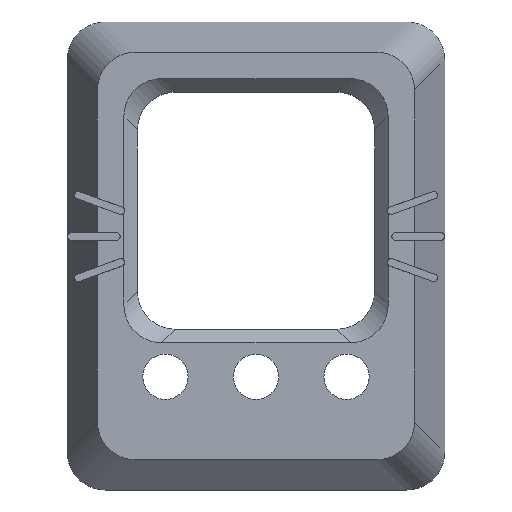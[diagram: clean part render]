
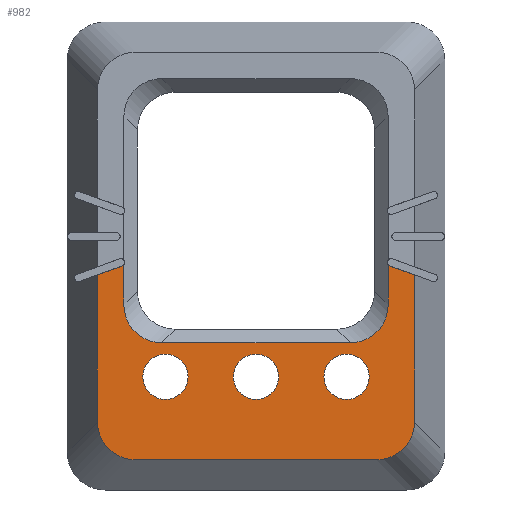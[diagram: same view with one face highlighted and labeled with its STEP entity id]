
A CAD part, front view. The second image highlights one B-rep face of the part: STEP entity #982.
In plain terms, the highlighted planar face has unit normal (0, -1, 0).
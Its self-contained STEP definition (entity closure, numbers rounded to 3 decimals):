
#982 = ADVANCED_FACE('',(#983,#1103,#1114,#1125),#1136,.F.);
#983 = FACE_BOUND('',#984,.F.);
#984 = EDGE_LOOP('',(#985,#996,#1004,#1012,#1021,#1029,#1038,#1046,#1055
    ,#1063,#1072,#1080,#1088,#1097));
#985 = ORIENTED_EDGE('',*,*,#986,.F.);
#986 = EDGE_CURVE('',#987,#989,#991,.T.);
#987 = VERTEX_POINT('',#988);
#988 = CARTESIAN_POINT('',(-21.,-10.,-28.));
#989 = VERTEX_POINT('',#990);
#990 = CARTESIAN_POINT('',(-16.,-10.,-33.));
#991 = CIRCLE('',#992,5.);
#992 = AXIS2_PLACEMENT_3D('',#993,#994,#995);
#993 = CARTESIAN_POINT('',(-16.,-10.,-28.));
#994 = DIRECTION('',(0.,-1.,0.));
#995 = DIRECTION('',(1.,0.,0.));
#996 = ORIENTED_EDGE('',*,*,#997,.T.);
#997 = EDGE_CURVE('',#987,#998,#1000,.T.);
#998 = VERTEX_POINT('',#999);
#999 = CARTESIAN_POINT('',(-21.,-10.,-8.502));
#1000 = LINE('',#1001,#1002);
#1001 = CARTESIAN_POINT('',(-21.,-10.,-28.));
#1002 = VECTOR('',#1003,1.);
#1003 = DIRECTION('',(0.,0.,1.));
#1004 = ORIENTED_EDGE('',*,*,#1005,.F.);
#1005 = EDGE_CURVE('',#1006,#998,#1008,.T.);
#1006 = VERTEX_POINT('',#1007);
#1007 = CARTESIAN_POINT('',(-17.726,-10.,-7.31));
#1008 = LINE('',#1009,#1010);
#1009 = CARTESIAN_POINT('',(-17.726,-10.,-7.31));
#1010 = VECTOR('',#1011,1.);
#1011 = DIRECTION('',(-0.94,0.,-0.342
    ));
#1012 = ORIENTED_EDGE('',*,*,#1013,.T.);
#1013 = EDGE_CURVE('',#1006,#1014,#1016,.T.);
#1014 = VERTEX_POINT('',#1015);
#1015 = CARTESIAN_POINT('',(-17.5,-10.,-7.144));
#1016 = CIRCLE('',#1017,0.5);
#1017 = AXIS2_PLACEMENT_3D('',#1018,#1019,#1020);
#1018 = CARTESIAN_POINT('',(-17.897,-10.,-6.84));
#1019 = DIRECTION('',(0.,-1.,0.));
#1020 = DIRECTION('',(1.,0.,0.));
#1021 = ORIENTED_EDGE('',*,*,#1022,.F.);
#1022 = EDGE_CURVE('',#1023,#1014,#1025,.T.);
#1023 = VERTEX_POINT('',#1024);
#1024 = CARTESIAN_POINT('',(-17.5,-10.,-12.5));
#1025 = LINE('',#1026,#1027);
#1026 = CARTESIAN_POINT('',(-17.5,-10.,-12.5));
#1027 = VECTOR('',#1028,1.);
#1028 = DIRECTION('',(0.,0.,1.));
#1029 = ORIENTED_EDGE('',*,*,#1030,.T.);
#1030 = EDGE_CURVE('',#1023,#1031,#1033,.T.);
#1031 = VERTEX_POINT('',#1032);
#1032 = CARTESIAN_POINT('',(-12.5,-10.,-17.5));
#1033 = CIRCLE('',#1034,5.);
#1034 = AXIS2_PLACEMENT_3D('',#1035,#1036,#1037);
#1035 = CARTESIAN_POINT('',(-12.5,-10.,-12.5));
#1036 = DIRECTION('',(0.,-1.,0.));
#1037 = DIRECTION('',(1.,0.,0.));
#1038 = ORIENTED_EDGE('',*,*,#1039,.F.);
#1039 = EDGE_CURVE('',#1040,#1031,#1042,.T.);
#1040 = VERTEX_POINT('',#1041);
#1041 = CARTESIAN_POINT('',(12.5,-10.,-17.5));
#1042 = LINE('',#1043,#1044);
#1043 = CARTESIAN_POINT('',(12.5,-10.,-17.5));
#1044 = VECTOR('',#1045,1.);
#1045 = DIRECTION('',(-1.,0.,0.));
#1046 = ORIENTED_EDGE('',*,*,#1047,.T.);
#1047 = EDGE_CURVE('',#1040,#1048,#1050,.T.);
#1048 = VERTEX_POINT('',#1049);
#1049 = CARTESIAN_POINT('',(17.5,-10.,-12.5));
#1050 = CIRCLE('',#1051,5.);
#1051 = AXIS2_PLACEMENT_3D('',#1052,#1053,#1054);
#1052 = CARTESIAN_POINT('',(12.5,-10.,-12.5));
#1053 = DIRECTION('',(0.,-1.,0.));
#1054 = DIRECTION('',(1.,0.,0.));
#1055 = ORIENTED_EDGE('',*,*,#1056,.F.);
#1056 = EDGE_CURVE('',#1057,#1048,#1059,.T.);
#1057 = VERTEX_POINT('',#1058);
#1058 = CARTESIAN_POINT('',(17.5,-10.,-7.144));
#1059 = LINE('',#1060,#1061);
#1060 = CARTESIAN_POINT('',(17.5,-10.,12.5));
#1061 = VECTOR('',#1062,1.);
#1062 = DIRECTION('',(0.,0.,-1.));
#1063 = ORIENTED_EDGE('',*,*,#1064,.F.);
#1064 = EDGE_CURVE('',#1065,#1057,#1067,.T.);
#1065 = VERTEX_POINT('',#1066);
#1066 = CARTESIAN_POINT('',(17.726,-10.,-7.31));
#1067 = CIRCLE('',#1068,0.5);
#1068 = AXIS2_PLACEMENT_3D('',#1069,#1070,#1071);
#1069 = CARTESIAN_POINT('',(17.897,-10.,-6.84));
#1070 = DIRECTION('',(0.,1.,0.));
#1071 = DIRECTION('',(-1.,0.,0.));
#1072 = ORIENTED_EDGE('',*,*,#1073,.T.);
#1073 = EDGE_CURVE('',#1065,#1074,#1076,.T.);
#1074 = VERTEX_POINT('',#1075);
#1075 = CARTESIAN_POINT('',(21.,-10.,-8.502));
#1076 = LINE('',#1077,#1078);
#1077 = CARTESIAN_POINT('',(17.726,-10.,-7.31));
#1078 = VECTOR('',#1079,1.);
#1079 = DIRECTION('',(0.94,0.,-0.342)
  );
#1080 = ORIENTED_EDGE('',*,*,#1081,.T.);
#1081 = EDGE_CURVE('',#1074,#1082,#1084,.T.);
#1082 = VERTEX_POINT('',#1083);
#1083 = CARTESIAN_POINT('',(21.,-10.,-28.));
#1084 = LINE('',#1085,#1086);
#1085 = CARTESIAN_POINT('',(21.,-10.,16.));
#1086 = VECTOR('',#1087,1.);
#1087 = DIRECTION('',(0.,0.,-1.));
#1088 = ORIENTED_EDGE('',*,*,#1089,.F.);
#1089 = EDGE_CURVE('',#1090,#1082,#1092,.T.);
#1090 = VERTEX_POINT('',#1091);
#1091 = CARTESIAN_POINT('',(16.,-10.,-33.));
#1092 = CIRCLE('',#1093,5.);
#1093 = AXIS2_PLACEMENT_3D('',#1094,#1095,#1096);
#1094 = CARTESIAN_POINT('',(16.,-10.,-28.));
#1095 = DIRECTION('',(0.,-1.,0.));
#1096 = DIRECTION('',(1.,0.,0.));
#1097 = ORIENTED_EDGE('',*,*,#1098,.T.);
#1098 = EDGE_CURVE('',#1090,#989,#1099,.T.);
#1099 = LINE('',#1100,#1101);
#1100 = CARTESIAN_POINT('',(16.,-10.,-33.));
#1101 = VECTOR('',#1102,1.);
#1102 = DIRECTION('',(-1.,0.,0.));
#1103 = FACE_BOUND('',#1104,.F.);
#1104 = EDGE_LOOP('',(#1105));
#1105 = ORIENTED_EDGE('',*,*,#1106,.T.);
#1106 = EDGE_CURVE('',#1107,#1107,#1109,.T.);
#1107 = VERTEX_POINT('',#1108);
#1108 = CARTESIAN_POINT('',(-9.,-10.,-22.));
#1109 = CIRCLE('',#1110,3.);
#1110 = AXIS2_PLACEMENT_3D('',#1111,#1112,#1113);
#1111 = CARTESIAN_POINT('',(-12.,-10.,-22.));
#1112 = DIRECTION('',(0.,-1.,0.));
#1113 = DIRECTION('',(1.,0.,0.));
#1114 = FACE_BOUND('',#1115,.F.);
#1115 = EDGE_LOOP('',(#1116));
#1116 = ORIENTED_EDGE('',*,*,#1117,.T.);
#1117 = EDGE_CURVE('',#1118,#1118,#1120,.T.);
#1118 = VERTEX_POINT('',#1119);
#1119 = CARTESIAN_POINT('',(3.,-10.,-22.));
#1120 = CIRCLE('',#1121,3.);
#1121 = AXIS2_PLACEMENT_3D('',#1122,#1123,#1124);
#1122 = CARTESIAN_POINT('',(0.,-10.,-22.));
#1123 = DIRECTION('',(0.,-1.,0.));
#1124 = DIRECTION('',(1.,0.,0.));
#1125 = FACE_BOUND('',#1126,.F.);
#1126 = EDGE_LOOP('',(#1127));
#1127 = ORIENTED_EDGE('',*,*,#1128,.T.);
#1128 = EDGE_CURVE('',#1129,#1129,#1131,.T.);
#1129 = VERTEX_POINT('',#1130);
#1130 = CARTESIAN_POINT('',(15.,-10.,-22.));
#1131 = CIRCLE('',#1132,3.);
#1132 = AXIS2_PLACEMENT_3D('',#1133,#1134,#1135);
#1133 = CARTESIAN_POINT('',(12.,-10.,-22.));
#1134 = DIRECTION('',(0.,-1.,0.));
#1135 = DIRECTION('',(1.,0.,0.));
#1136 = PLANE('',#1137);
#1137 = AXIS2_PLACEMENT_3D('',#1138,#1139,#1140);
#1138 = CARTESIAN_POINT('',(0.,-10.,-6.));
#1139 = DIRECTION('',(0.,1.,0.));
#1140 = DIRECTION('',(0.,0.,1.));
